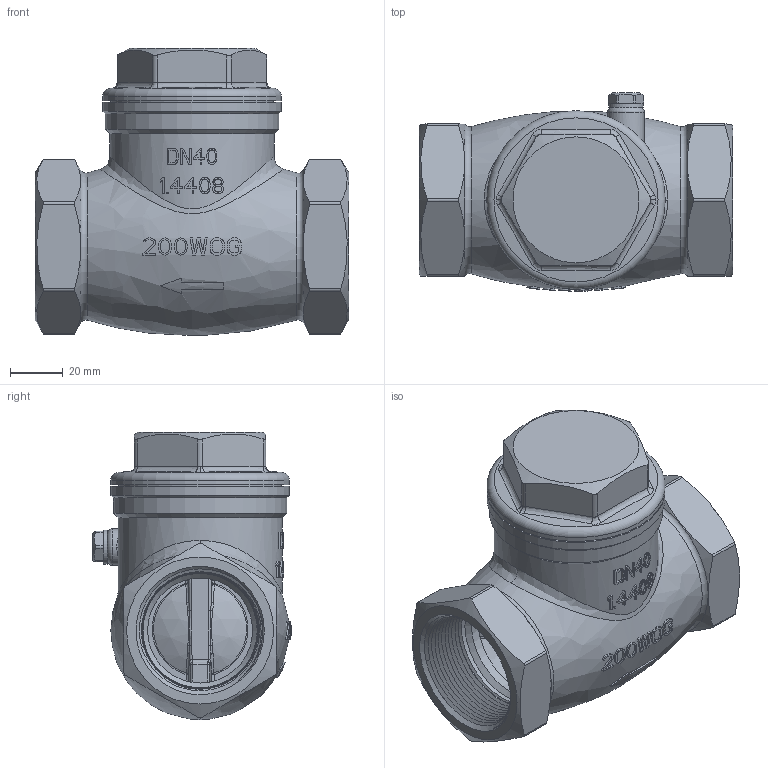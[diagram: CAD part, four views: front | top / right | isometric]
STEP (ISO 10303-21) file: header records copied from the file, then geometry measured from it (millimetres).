
FILE_DESCRIPTION((''),'2;1');
FILE_NAME('RK600040.stp','2022-02-09T08:42:33',('RL'),(''),'Autodesk Inventor 2012','Autodesk Inventor 2012','');
FILE_SCHEMA(('AUTOMOTIVE_DESIGN { 1 0 10303 214 1 1 1 1 }'));
Length unit declared in the file: millimetre
Products named in the file (1): RK600040
Bounding box: 119.5 x 75.56 x 109.45 mm (x, y, z)
Volume: 197960.5 mm3; surface area: 90716.7 mm2
Topology: 7 solids, 7 shells, 903 faces, 2556 edges, 1697 vertices
Faces by surface type: plane 539, bspline 155, cylinder 134, cone 27, torus 27, sphere 21
Full cylindrical faces by diameter (mm): 5 x17, 7.5 x1, 9.5 x1, 13 x1, 14 x1, 36.5 x1, 40 x2, 42 x1, 46 x1, 46.5 x1, 54.5 x1, 56.5 x9, 58 x8, 59 x1, 62 x2, 62.5 x1, 66 x1, 68 x2
Entity records: 121770 total; most frequent: CARTESIAN_POINT 100945, ORIENTED_EDGE 4772, DIRECTION 3821, EDGE_CURVE 2386, VERTEX_POINT 1621, AXIS2_PLACEMENT_3D 1543, EDGE_LOOP 979, FACE_OUTER_BOUND 872
